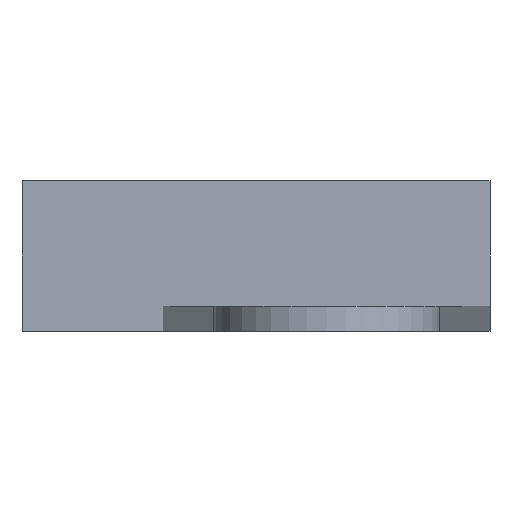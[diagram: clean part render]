
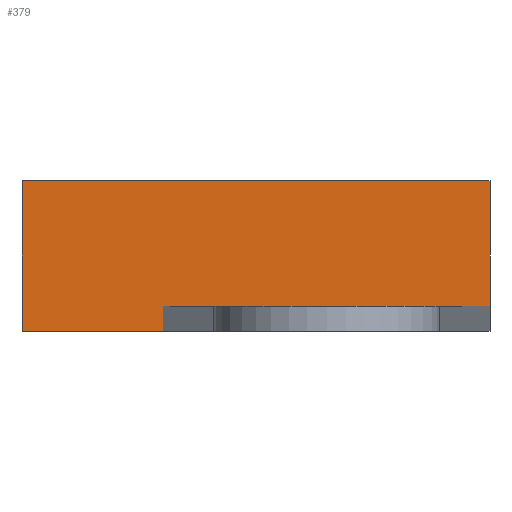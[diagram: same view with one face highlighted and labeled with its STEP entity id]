
A CAD part, left-side view. The second image highlights one B-rep face of the part: STEP entity #379.
In plain terms, the highlighted planar face has unit normal (-1, 0, 0).
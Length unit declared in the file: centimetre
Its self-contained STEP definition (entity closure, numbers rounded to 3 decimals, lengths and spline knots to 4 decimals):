
#21=PLANE('',#408);
#42=LINE('',#576,#77);
#43=LINE('',#578,#78);
#44=LINE('',#580,#79);
#45=LINE('',#582,#80);
#46=LINE('',#584,#81);
#47=LINE('',#585,#82);
#77=VECTOR('',#469,0.2);
#78=VECTOR('',#470,2.6);
#79=VECTOR('',#471,1.);
#80=VECTOR('',#472,3.723);
#81=VECTOR('',#473,1.2);
#82=VECTOR('',#474,1.123);
#121=FACE_OUTER_BOUND('',#144,.T.);
#144=EDGE_LOOP('',(#288,#289,#290,#291,#292,#293));
#196=VERTEX_POINT('',#574);
#197=VERTEX_POINT('',#575);
#198=VERTEX_POINT('',#577);
#199=VERTEX_POINT('',#579);
#200=VERTEX_POINT('',#581);
#201=VERTEX_POINT('',#583);
#235=EDGE_CURVE('',#196,#197,#42,.T.);
#236=EDGE_CURVE('',#198,#196,#43,.T.);
#237=EDGE_CURVE('',#198,#199,#44,.T.);
#238=EDGE_CURVE('',#200,#199,#45,.T.);
#239=EDGE_CURVE('',#201,#200,#46,.T.);
#240=EDGE_CURVE('',#201,#197,#47,.T.);
#288=ORIENTED_EDGE('',*,*,#235,.F.);
#289=ORIENTED_EDGE('',*,*,#236,.F.);
#290=ORIENTED_EDGE('',*,*,#237,.T.);
#291=ORIENTED_EDGE('',*,*,#238,.F.);
#292=ORIENTED_EDGE('',*,*,#239,.F.);
#293=ORIENTED_EDGE('',*,*,#240,.T.);
#379=ADVANCED_FACE('',(#121),#21,.T.);
#408=AXIS2_PLACEMENT_3D('',#573,#467,#468);
#467=DIRECTION('center_axis',(-1.,0.,0.));
#468=DIRECTION('ref_axis',(0.,0.,-1.));
#469=DIRECTION('',(0.,0.,-1.));
#470=DIRECTION('',(0.,1.,0.));
#471=DIRECTION('',(0.,0.,1.));
#472=DIRECTION('',(0.,-1.,0.));
#473=DIRECTION('',(0.,0.,1.));
#474=DIRECTION('',(0.,-1.,0.));
#573=CARTESIAN_POINT('Origin',(-0.98,3.553,-6.8));
#574=CARTESIAN_POINT('',(-0.98,2.43,-7.8));
#575=CARTESIAN_POINT('',(-0.98,2.43,-8.));
#576=CARTESIAN_POINT('',(-0.98,2.43,-7.8));
#577=CARTESIAN_POINT('',(-0.98,-0.17,-7.8));
#578=CARTESIAN_POINT('',(-0.98,-0.17,-7.8));
#579=CARTESIAN_POINT('',(-0.98,-0.17,-6.8));
#580=CARTESIAN_POINT('',(-0.98,-0.17,-8.));
#581=CARTESIAN_POINT('',(-0.98,3.553,-6.8));
#582=CARTESIAN_POINT('',(-0.98,3.553,-6.8));
#583=CARTESIAN_POINT('',(-0.98,3.553,-8.));
#584=CARTESIAN_POINT('',(-0.98,3.553,-8.));
#585=CARTESIAN_POINT('',(-0.98,3.553,-8.));
